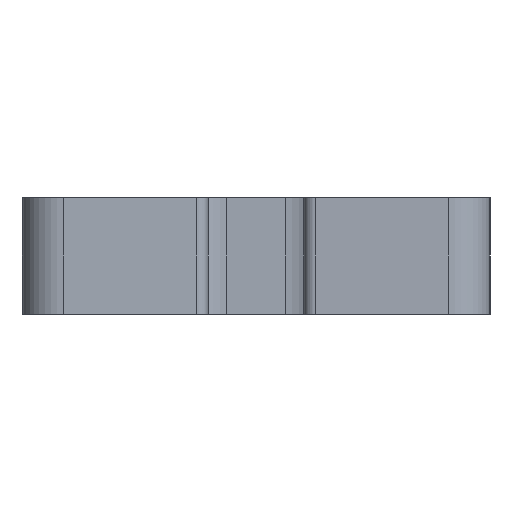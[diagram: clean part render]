
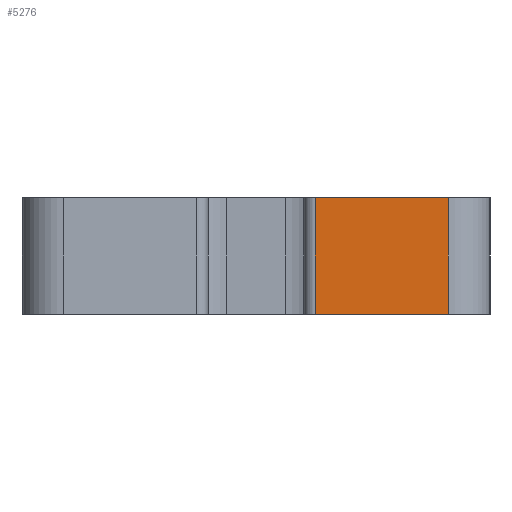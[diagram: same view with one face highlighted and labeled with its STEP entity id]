
A CAD part, front view. The second image highlights one B-rep face of the part: STEP entity #5276.
In plain terms, the highlighted planar face has unit normal (-0.018, -1, 0).
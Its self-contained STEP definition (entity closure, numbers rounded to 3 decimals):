
#854=CARTESIAN_POINT('',(16.439,-80.,-5.0));
#855=VERTEX_POINT('',#854);
#863=CARTESIAN_POINT('',(5.083,-79.802,-5.0));
#864=VERTEX_POINT('',#863);
#865=CARTESIAN_POINT('',(5.083,-79.802,-5.0));
#866=DIRECTION('',(1.,-0.017,0.0));
#867=VECTOR('',#866,11.359);
#868=LINE('',#865,#867);
#869=EDGE_CURVE('',#864,#855,#868,.T.);
#3167=CARTESIAN_POINT('',(5.083,-79.802,5.0));
#3168=VERTEX_POINT('',#3167);
#3176=CARTESIAN_POINT('',(16.439,-80.,5.0));
#3177=VERTEX_POINT('',#3176);
#3178=CARTESIAN_POINT('',(16.439,-80.,5.0));
#3179=DIRECTION('',(-1.,0.017,0.0));
#3180=VECTOR('',#3179,11.359);
#3181=LINE('',#3178,#3180);
#3182=EDGE_CURVE('',#3177,#3168,#3181,.T.);
#5249=CARTESIAN_POINT('',(16.439,-80.,-5.0));
#5250=DIRECTION('',(0.0,0.0,1.0));
#5251=VECTOR('',#5250,10.0);
#5252=LINE('',#5249,#5251);
#5253=EDGE_CURVE('',#855,#3177,#5252,.T.);
#5260=CARTESIAN_POINT('',(16.439,-80.,0.0));
#5261=DIRECTION('',(-0.017,-1.,0.0));
#5262=DIRECTION('',(0.0,0.0,-1.0));
#5263=AXIS2_PLACEMENT_3D('',#5260,#5261,#5262);
#5264=PLANE('',#5263);
#5265=ORIENTED_EDGE('',*,*,#3182,.T.);
#5266=CARTESIAN_POINT('',(5.083,-79.802,-5.0));
#5267=DIRECTION('',(0.0,0.0,1.0));
#5268=VECTOR('',#5267,10.0);
#5269=LINE('',#5266,#5268);
#5270=EDGE_CURVE('',#864,#3168,#5269,.T.);
#5271=ORIENTED_EDGE('',*,*,#5270,.F.);
#5272=ORIENTED_EDGE('',*,*,#869,.T.);
#5273=ORIENTED_EDGE('',*,*,#5253,.T.);
#5274=EDGE_LOOP('',(#5265,#5271,#5272,#5273));
#5275=FACE_OUTER_BOUND('',#5274,.T.);
#5276=ADVANCED_FACE('',(#5275),#5264,.T.);
